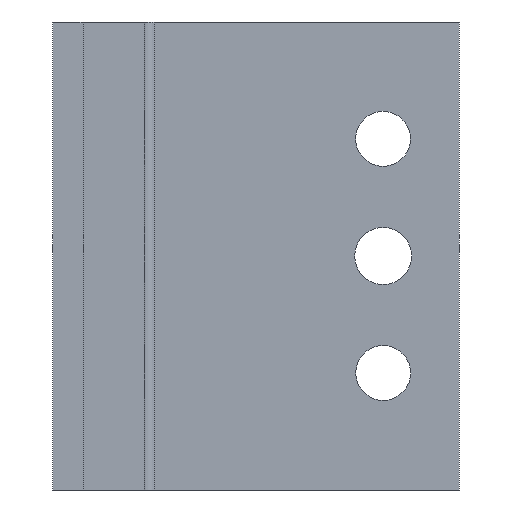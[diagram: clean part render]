
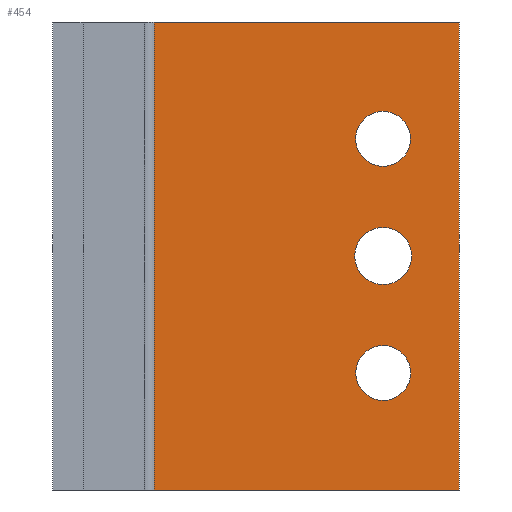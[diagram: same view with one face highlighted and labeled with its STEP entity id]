
A CAD part, front view. The second image highlights one B-rep face of the part: STEP entity #454.
In plain terms, the highlighted planar face has unit normal (0, -1, 0).
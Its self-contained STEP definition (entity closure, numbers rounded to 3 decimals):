
#15=FACE_BOUND('',#77,.T.);
#16=FACE_BOUND('',#78,.T.);
#17=FACE_BOUND('',#79,.T.);
#28=PLANE('',#508);
#52=FACE_OUTER_BOUND('',#76,.T.);
#76=EDGE_LOOP('',(#349,#350,#351,#352));
#77=EDGE_LOOP('',(#353));
#78=EDGE_LOOP('',(#354));
#79=EDGE_LOOP('',(#355));
#113=LINE('',#715,#155);
#114=LINE('',#717,#156);
#115=LINE('',#719,#157);
#116=LINE('',#720,#158);
#155=VECTOR('',#592,100.);
#156=VECTOR('',#593,100.);
#157=VECTOR('',#594,100.);
#158=VECTOR('',#595,100.);
#188=CIRCLE('',#484,2.8);
#196=CIRCLE('',#498,2.7);
#198=CIRCLE('',#501,2.7);
#208=VERTEX_POINT('',#662);
#217=VERTEX_POINT('',#691);
#219=VERTEX_POINT('',#697);
#224=VERTEX_POINT('',#713);
#225=VERTEX_POINT('',#714);
#226=VERTEX_POINT('',#716);
#227=VERTEX_POINT('',#718);
#250=EDGE_CURVE('',#208,#208,#188,.T.);
#264=EDGE_CURVE('',#217,#217,#196,.T.);
#267=EDGE_CURVE('',#219,#219,#198,.T.);
#274=EDGE_CURVE('',#224,#225,#113,.T.);
#275=EDGE_CURVE('',#225,#226,#114,.T.);
#276=EDGE_CURVE('',#227,#226,#115,.T.);
#277=EDGE_CURVE('',#224,#227,#116,.T.);
#349=ORIENTED_EDGE('',*,*,#274,.T.);
#350=ORIENTED_EDGE('',*,*,#275,.T.);
#351=ORIENTED_EDGE('',*,*,#276,.F.);
#352=ORIENTED_EDGE('',*,*,#277,.F.);
#353=ORIENTED_EDGE('',*,*,#250,.T.);
#354=ORIENTED_EDGE('',*,*,#264,.T.);
#355=ORIENTED_EDGE('',*,*,#267,.T.);
#454=ADVANCED_FACE('',(#52,#15,#16,#17),#28,.T.);
#484=AXIS2_PLACEMENT_3D('',#664,#533,#534);
#498=AXIS2_PLACEMENT_3D('',#693,#567,#568);
#501=AXIS2_PLACEMENT_3D('',#699,#574,#575);
#508=AXIS2_PLACEMENT_3D('',#712,#590,#591);
#533=DIRECTION('center_axis',(0.,1.,0.));
#534=DIRECTION('ref_axis',(0.,0.,1.));
#567=DIRECTION('center_axis',(0.,1.,0.));
#568=DIRECTION('ref_axis',(0.,0.,1.));
#574=DIRECTION('center_axis',(0.,1.,0.));
#575=DIRECTION('ref_axis',(0.,0.,1.));
#590=DIRECTION('center_axis',(0.,-1.,0.));
#591=DIRECTION('ref_axis',(1.,0.,0.));
#592=DIRECTION('',(1.,0.,0.));
#593=DIRECTION('',(0.,0.,1.));
#594=DIRECTION('',(1.,0.,0.));
#595=DIRECTION('',(0.,0.,1.));
#662=CARTESIAN_POINT('',(32.2,17.5,20.199));
#664=CARTESIAN_POINT('Origin',(32.2,17.5,22.999));
#691=CARTESIAN_POINT('',(32.202,17.5,8.805));
#693=CARTESIAN_POINT('Origin',(32.202,17.5,11.505));
#697=CARTESIAN_POINT('',(32.189,17.5,31.812));
#699=CARTESIAN_POINT('Origin',(32.189,17.5,34.512));
#712=CARTESIAN_POINT('Origin',(9.7,17.5,0.));
#713=CARTESIAN_POINT('',(9.7,17.5,0.));
#714=CARTESIAN_POINT('',(39.7,17.5,0.));
#715=CARTESIAN_POINT('',(9.7,17.5,0.));
#716=CARTESIAN_POINT('',(39.7,17.5,46.));
#717=CARTESIAN_POINT('',(39.7,17.5,0.));
#718=CARTESIAN_POINT('',(9.7,17.5,46.));
#719=CARTESIAN_POINT('',(9.7,17.5,46.));
#720=CARTESIAN_POINT('',(9.7,17.5,0.));
